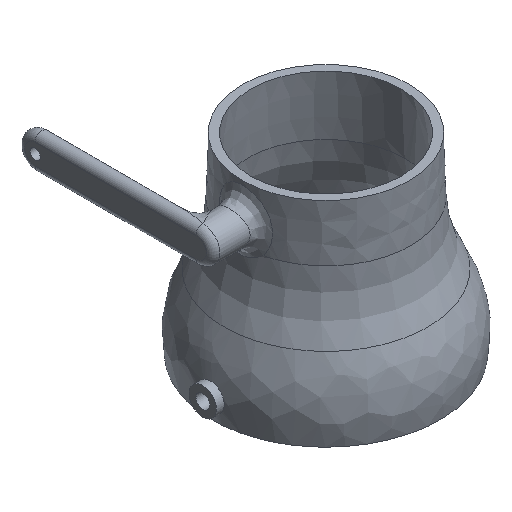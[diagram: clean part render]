
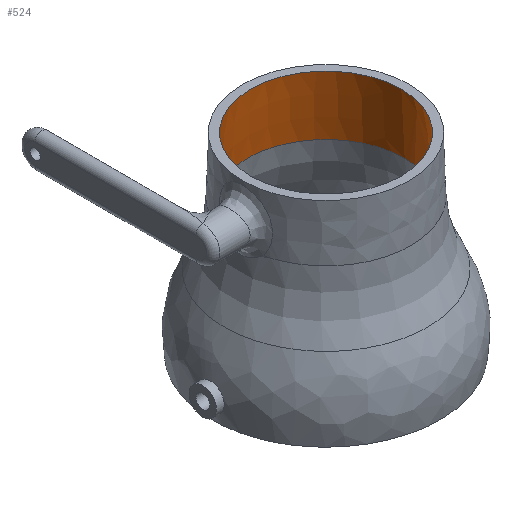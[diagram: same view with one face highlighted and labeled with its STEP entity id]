
A CAD part, isometric view. The second image highlights one B-rep face of the part: STEP entity #524.
In plain terms, the highlighted free-form (B-spline) face has degree [3, 3] with [17, 4] control points.
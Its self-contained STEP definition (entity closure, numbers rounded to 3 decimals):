
#37=LINE('',#1464,#55);
#55=VECTOR('',#650,14.396);
#89=FACE_OUTER_BOUND('',#120,.T.);
#120=EDGE_LOOP('',(#389,#390,#391,#392));
#158=B_SPLINE_CURVE_WITH_KNOTS('',3,(#1023,#1024,#1025,#1026,#1027,#1028,
#1029,#1030,#1031,#1032,#1033,#1034,#1035,#1036,#1037,#1038,#1039),
 .UNSPECIFIED.,.T.,.F.,(4,1,1,1,1,1,1,1,1,1,1,1,1,1,4),(0.,0.071,
0.143,0.19,0.286,0.333,
0.429,0.524,0.571,0.619,
0.714,0.786,0.857,0.929,
1.),.UNSPECIFIED.);
#191=CIRCLE('',#579,11.);
#228=VERTEX_POINT('',#1021);
#235=VERTEX_POINT('',#1463);
#287=EDGE_CURVE('',#228,#228,#158,.T.);
#297=EDGE_CURVE('',#235,#228,#37,.T.);
#298=EDGE_CURVE('',#235,#235,#191,.T.);
#389=ORIENTED_EDGE('',*,*,#287,.F.);
#390=ORIENTED_EDGE('',*,*,#297,.F.);
#391=ORIENTED_EDGE('',*,*,#298,.T.);
#392=ORIENTED_EDGE('',*,*,#297,.T.);
#512=B_SPLINE_SURFACE_WITH_KNOTS('',3,3,((#1395,#1396,#1397,#1398),(#1399,
#1400,#1401,#1402),(#1403,#1404,#1405,#1406),(#1407,#1408,#1409,#1410),
(#1411,#1412,#1413,#1414),(#1415,#1416,#1417,#1418),(#1419,#1420,#1421,
#1422),(#1423,#1424,#1425,#1426),(#1427,#1428,#1429,#1430),(#1431,#1432,
#1433,#1434),(#1435,#1436,#1437,#1438),(#1439,#1440,#1441,#1442),(#1443,
#1444,#1445,#1446),(#1447,#1448,#1449,#1450),(#1451,#1452,#1453,#1454),
(#1455,#1456,#1457,#1458),(#1459,#1460,#1461,#1462)),.UNSPECIFIED.,.T.,
 .F.,.F.,(4,1,1,1,1,1,1,1,1,1,1,1,1,1,4),(4,4),(0.,0.071,0.143,
0.214,0.286,0.357,0.429,
0.524,0.571,0.619,0.714,
0.786,0.857,0.929,1.),(0.,0.626),
 .UNSPECIFIED.);
#524=ADVANCED_FACE('',(#89),#512,.T.);
#579=AXIS2_PLACEMENT_3D('',#1465,#651,#652);
#650=DIRECTION('',(0.054,0.,-0.999));
#651=DIRECTION('center_axis',(0.,0.,1.));
#652=DIRECTION('ref_axis',(1.,0.,0.));
#1021=CARTESIAN_POINT('',(11.489,0.,46.002));
#1023=CARTESIAN_POINT('Ctrl Pts',(11.489,0.,
46.002));
#1024=CARTESIAN_POINT('Ctrl Pts',(11.489,1.719,46.002));
#1025=CARTESIAN_POINT('Ctrl Pts',(10.705,5.157,46.002));
#1026=CARTESIAN_POINT('Ctrl Pts',(7.773,8.825,46.002));
#1027=CARTESIAN_POINT('Ctrl Pts',(3.256,11.44,46.002));
#1028=CARTESIAN_POINT('Ctrl Pts',(-1.514,11.799,46.002));
#1029=CARTESIAN_POINT('Ctrl Pts',(-6.913,9.679,46.002));
#1030=CARTESIAN_POINT('Ctrl Pts',(-10.991,5.296,46.002));
#1031=CARTESIAN_POINT('Ctrl Pts',(-11.881,-0.634,
46.002));
#1032=CARTESIAN_POINT('Ctrl Pts',(-10.503,-5.057,46.002));
#1033=CARTESIAN_POINT('Ctrl Pts',(-7.901,-8.897,46.002));
#1034=CARTESIAN_POINT('Ctrl Pts',(-3.234,-11.589,46.002));
#1035=CARTESIAN_POINT('Ctrl Pts',(2.645,-11.581,46.002));
#1036=CARTESIAN_POINT('Ctrl Pts',(7.407,-9.29,46.002));
#1037=CARTESIAN_POINT('Ctrl Pts',(10.705,-5.154,46.002));
#1038=CARTESIAN_POINT('Ctrl Pts',(11.489,-1.719,46.002));
#1039=CARTESIAN_POINT('Ctrl Pts',(11.489,0.,
46.002));
#1395=CARTESIAN_POINT('Ctrl Pts',(11.,0.,55.));
#1396=CARTESIAN_POINT('Ctrl Pts',(11.163,0.,52.001));
#1397=CARTESIAN_POINT('Ctrl Pts',(11.326,0.,49.001));
#1398=CARTESIAN_POINT('Ctrl Pts',(11.489,0.,46.002));
#1399=CARTESIAN_POINT('Ctrl Pts',(11.,1.646,55.));
#1400=CARTESIAN_POINT('Ctrl Pts',(11.163,1.67,52.001));
#1401=CARTESIAN_POINT('Ctrl Pts',(11.326,1.694,49.001));
#1402=CARTESIAN_POINT('Ctrl Pts',(11.489,1.719,46.002));
#1403=CARTESIAN_POINT('Ctrl Pts',(10.249,4.936,55.));
#1404=CARTESIAN_POINT('Ctrl Pts',(10.401,5.009,52.001));
#1405=CARTESIAN_POINT('Ctrl Pts',(10.553,5.082,49.001));
#1406=CARTESIAN_POINT('Ctrl Pts',(10.705,5.155,46.002));
#1407=CARTESIAN_POINT('Ctrl Pts',(7.093,8.895,55.));
#1408=CARTESIAN_POINT('Ctrl Pts',(7.198,9.027,52.001));
#1409=CARTESIAN_POINT('Ctrl Pts',(7.303,9.159,49.001));
#1410=CARTESIAN_POINT('Ctrl Pts',(7.408,9.29,46.002));
#1411=CARTESIAN_POINT('Ctrl Pts',(2.532,11.09,55.));
#1412=CARTESIAN_POINT('Ctrl Pts',(2.569,11.254,52.001));
#1413=CARTESIAN_POINT('Ctrl Pts',(2.607,11.419,49.001));
#1414=CARTESIAN_POINT('Ctrl Pts',(2.644,11.583,46.002));
#1415=CARTESIAN_POINT('Ctrl Pts',(-2.533,11.091,55.));
#1416=CARTESIAN_POINT('Ctrl Pts',(-2.57,11.255,52.001));
#1417=CARTESIAN_POINT('Ctrl Pts',(-2.608,11.419,49.001));
#1418=CARTESIAN_POINT('Ctrl Pts',(-2.645,11.583,46.002));
#1419=CARTESIAN_POINT('Ctrl Pts',(-7.09,8.893,55.));
#1420=CARTESIAN_POINT('Ctrl Pts',(-7.195,9.025,52.001));
#1421=CARTESIAN_POINT('Ctrl Pts',(-7.3,9.157,49.001));
#1422=CARTESIAN_POINT('Ctrl Pts',(-7.405,9.288,46.002));
#1423=CARTESIAN_POINT('Ctrl Pts',(-10.606,4.497,55.));
#1424=CARTESIAN_POINT('Ctrl Pts',(-10.763,4.564,52.001));
#1425=CARTESIAN_POINT('Ctrl Pts',(-10.92,4.631,49.001));
#1426=CARTESIAN_POINT('Ctrl Pts',(-11.077,4.697,46.002));
#1427=CARTESIAN_POINT('Ctrl Pts',(-11.377,-0.604,
55.));
#1428=CARTESIAN_POINT('Ctrl Pts',(-11.545,-0.613,
52.001));
#1429=CARTESIAN_POINT('Ctrl Pts',(-11.714,-0.622,
49.001));
#1430=CARTESIAN_POINT('Ctrl Pts',(-11.882,-0.631,
46.002));
#1431=CARTESIAN_POINT('Ctrl Pts',(-10.056,-4.843,55.));
#1432=CARTESIAN_POINT('Ctrl Pts',(-10.205,-4.915,52.001));
#1433=CARTESIAN_POINT('Ctrl Pts',(-10.354,-4.986,49.001));
#1434=CARTESIAN_POINT('Ctrl Pts',(-10.503,-5.058,46.002));
#1435=CARTESIAN_POINT('Ctrl Pts',(-7.566,-8.518,55.));
#1436=CARTESIAN_POINT('Ctrl Pts',(-7.678,-8.644,52.001));
#1437=CARTESIAN_POINT('Ctrl Pts',(-7.79,-8.77,49.001));
#1438=CARTESIAN_POINT('Ctrl Pts',(-7.902,-8.896,46.002));
#1439=CARTESIAN_POINT('Ctrl Pts',(-3.097,-11.096,55.));
#1440=CARTESIAN_POINT('Ctrl Pts',(-3.142,-11.261,52.001));
#1441=CARTESIAN_POINT('Ctrl Pts',(-3.188,-11.425,49.001));
#1442=CARTESIAN_POINT('Ctrl Pts',(-3.234,-11.589,46.002));
#1443=CARTESIAN_POINT('Ctrl Pts',(2.532,-11.088,55.));
#1444=CARTESIAN_POINT('Ctrl Pts',(2.57,-11.252,52.001));
#1445=CARTESIAN_POINT('Ctrl Pts',(2.607,-11.417,49.001));
#1446=CARTESIAN_POINT('Ctrl Pts',(2.645,-11.581,46.002));
#1447=CARTESIAN_POINT('Ctrl Pts',(7.092,-8.895,55.));
#1448=CARTESIAN_POINT('Ctrl Pts',(7.197,-9.027,52.001));
#1449=CARTESIAN_POINT('Ctrl Pts',(7.302,-9.159,49.001));
#1450=CARTESIAN_POINT('Ctrl Pts',(7.407,-9.291,46.002));
#1451=CARTESIAN_POINT('Ctrl Pts',(10.25,-4.935,55.));
#1452=CARTESIAN_POINT('Ctrl Pts',(10.401,-5.008,52.001));
#1453=CARTESIAN_POINT('Ctrl Pts',(10.553,-5.081,49.001));
#1454=CARTESIAN_POINT('Ctrl Pts',(10.705,-5.154,46.002));
#1455=CARTESIAN_POINT('Ctrl Pts',(11.,-1.646,55.));
#1456=CARTESIAN_POINT('Ctrl Pts',(11.163,-1.67,52.001));
#1457=CARTESIAN_POINT('Ctrl Pts',(11.326,-1.694,49.001));
#1458=CARTESIAN_POINT('Ctrl Pts',(11.489,-1.719,46.002));
#1459=CARTESIAN_POINT('Ctrl Pts',(11.,0.,55.));
#1460=CARTESIAN_POINT('Ctrl Pts',(11.163,0.,
52.001));
#1461=CARTESIAN_POINT('Ctrl Pts',(11.326,0.,
49.001));
#1462=CARTESIAN_POINT('Ctrl Pts',(11.489,0.,
46.002));
#1463=CARTESIAN_POINT('',(11.,0.,55.));
#1464=CARTESIAN_POINT('',(11.,0.,55.));
#1465=CARTESIAN_POINT('Origin',(0.,0.,55.));
